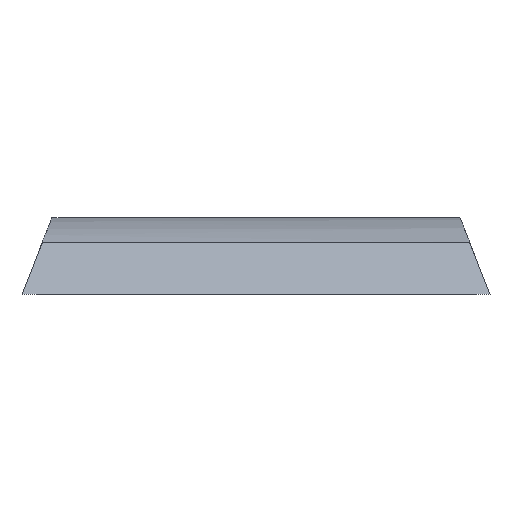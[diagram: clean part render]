
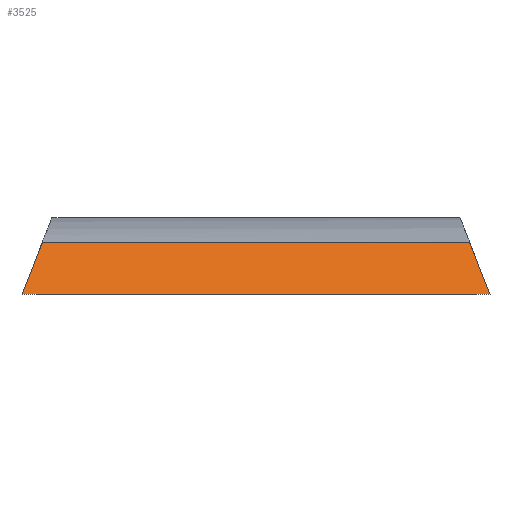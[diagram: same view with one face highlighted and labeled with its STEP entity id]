
A CAD part, front view. The second image highlights one B-rep face of the part: STEP entity #3525.
In plain terms, the highlighted planar face has unit normal (0, -0.931, 0.364).
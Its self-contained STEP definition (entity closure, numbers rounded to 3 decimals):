
#3112 = VERTEX_POINT('',#3113);
#3113 = CARTESIAN_POINT('',(-26.019,-9.3,
    0.001));
#3122 = PLANE('',#3123);
#3123 = AXIS2_PLACEMENT_3D('',#3124,#3125,#3126);
#3124 = CARTESIAN_POINT('',(0.,-9.3,0.));
#3125 = DIRECTION('',(-0.,-1.,-0.));
#3126 = DIRECTION('',(0.,0.,-1.));
#3175 = VERTEX_POINT('',#3176);
#3176 = CARTESIAN_POINT('',(26.019,-9.3,
    0.001));
#3202 = EDGE_CURVE('',#3175,#3112,#3203,.T.);
#3203 = SURFACE_CURVE('',#3204,(#3208,#3215),.PCURVE_S1.);
#3204 = LINE('',#3205,#3206);
#3205 = CARTESIAN_POINT('',(26.019,-9.3,
    0.001));
#3206 = VECTOR('',#3207,1.);
#3207 = DIRECTION('',(-1.,0.,0.));
#3208 = PCURVE('',#3122,#3209);
#3209 = DEFINITIONAL_REPRESENTATION('',(#3210),#3214);
#3210 = LINE('',#3211,#3212);
#3211 = CARTESIAN_POINT('',(-0.001,26.019));
#3212 = VECTOR('',#3213,1.);
#3213 = DIRECTION('',(0.,-1.));
#3214 = ( GEOMETRIC_REPRESENTATION_CONTEXT(2) 
PARAMETRIC_REPRESENTATION_CONTEXT() REPRESENTATION_CONTEXT('2D SPACE',''
  ) );
#3215 = PCURVE('',#3216,#3221);
#3216 = PLANE('',#3217);
#3217 = AXIS2_PLACEMENT_3D('',#3218,#3219,#3220);
#3218 = CARTESIAN_POINT('',(0.,-7.303,5.108));
#3219 = DIRECTION('',(0.,-0.931,0.364)
  );
#3220 = DIRECTION('',(0.,-0.364,-0.931));
#3221 = DEFINITIONAL_REPRESENTATION('',(#3222),#3226);
#3222 = LINE('',#3223,#3224);
#3223 = CARTESIAN_POINT('',(5.484,26.019));
#3224 = VECTOR('',#3225,1.);
#3225 = DIRECTION('',(0.,-1.));
#3226 = ( GEOMETRIC_REPRESENTATION_CONTEXT(2) 
PARAMETRIC_REPRESENTATION_CONTEXT() REPRESENTATION_CONTEXT('2D SPACE',''
  ) );
#3271 = PLANE('',#3272);
#3272 = AXIS2_PLACEMENT_3D('',#3273,#3274,#3275);
#3273 = CARTESIAN_POINT('',(-24.213,0.,
    4.62));
#3274 = DIRECTION('',(-0.931,0.,0.364)
  );
#3275 = DIRECTION('',(-0.364,0.,-0.931
    ));
#3514 = PLANE('',#3515);
#3515 = AXIS2_PLACEMENT_3D('',#3516,#3517,#3518);
#3516 = CARTESIAN_POINT('',(24.213,0.,4.62));
#3517 = DIRECTION('',(0.931,0.,0.364));
#3518 = DIRECTION('',(-0.364,0.,0.931));
#3525 = ADVANCED_FACE('',(#3526),#3216,.T.);
#3526 = FACE_BOUND('',#3527,.T.);
#3527 = EDGE_LOOP('',(#3528,#3601,#3622,#3623));
#3528 = ORIENTED_EDGE('',*,*,#3529,.F.);
#3529 = EDGE_CURVE('',#3530,#3532,#3534,.T.);
#3530 = VERTEX_POINT('',#3531);
#3531 = CARTESIAN_POINT('',(-23.742,-7.023,
    5.824));
#3532 = VERTEX_POINT('',#3533);
#3533 = CARTESIAN_POINT('',(23.742,-7.023,
    5.824));
#3534 = SURFACE_CURVE('',#3535,(#3550,#3568),.PCURVE_S1.);
#3535 = B_SPLINE_CURVE_WITH_KNOTS('',4,(#3536,#3537,#3538,#3539,#3540,
    #3541,#3542,#3543,#3544,#3545,#3546,#3547,#3548,#3549),
  .UNSPECIFIED.,.F.,.F.,(5,3,3,3,5),(0.,0.25,0.5,
    0.75,1.),.UNSPECIFIED.);
#3536 = CARTESIAN_POINT('',(-26.019,-7.023,
    5.824));
#3537 = CARTESIAN_POINT('',(-22.772,-7.023,
    5.824));
#3538 = CARTESIAN_POINT('',(-19.525,-7.023,
    5.824));
#3539 = CARTESIAN_POINT('',(-16.278,-7.023,
    5.824));
#3540 = CARTESIAN_POINT('',(-9.773,-7.023,5.824));
#3541 = CARTESIAN_POINT('',(-6.516,-7.023,5.824));
#3542 = CARTESIAN_POINT('',(-3.258,-7.023,5.824));
#3543 = CARTESIAN_POINT('',(3.258,-7.023,5.824));
#3544 = CARTESIAN_POINT('',(6.516,-7.023,5.824));
#3545 = CARTESIAN_POINT('',(9.773,-7.023,5.824));
#3546 = CARTESIAN_POINT('',(16.278,-7.023,
    5.824));
#3547 = CARTESIAN_POINT('',(19.525,-7.023,
    5.824));
#3548 = CARTESIAN_POINT('',(22.772,-7.023,
    5.824));
#3549 = CARTESIAN_POINT('',(26.019,-7.023,
    5.824));
#3550 = PCURVE('',#3216,#3551);
#3551 = DEFINITIONAL_REPRESENTATION('',(#3552),#3567);
#3552 = B_SPLINE_CURVE_WITH_KNOTS('',4,(#3553,#3554,#3555,#3556,#3557,
    #3558,#3559,#3560,#3561,#3562,#3563,#3564,#3565,#3566),
  .UNSPECIFIED.,.F.,.F.,(5,3,3,3,5),(0.,0.25,0.5,
    0.75,1.),.UNSPECIFIED.);
#3553 = CARTESIAN_POINT('',(-0.769,-26.019));
#3554 = CARTESIAN_POINT('',(-0.769,-22.772));
#3555 = CARTESIAN_POINT('',(-0.769,-19.525));
#3556 = CARTESIAN_POINT('',(-0.769,-16.278));
#3557 = CARTESIAN_POINT('',(-0.769,-9.773));
#3558 = CARTESIAN_POINT('',(-0.769,-6.516));
#3559 = CARTESIAN_POINT('',(-0.769,-3.258));
#3560 = CARTESIAN_POINT('',(-0.769,3.258));
#3561 = CARTESIAN_POINT('',(-0.769,6.516));
#3562 = CARTESIAN_POINT('',(-0.769,9.773));
#3563 = CARTESIAN_POINT('',(-0.769,16.278));
#3564 = CARTESIAN_POINT('',(-0.769,19.525));
#3565 = CARTESIAN_POINT('',(-0.769,22.772));
#3566 = CARTESIAN_POINT('',(-0.769,26.019));
#3567 = ( GEOMETRIC_REPRESENTATION_CONTEXT(2) 
PARAMETRIC_REPRESENTATION_CONTEXT() REPRESENTATION_CONTEXT('2D SPACE',''
  ) );
#3568 = PCURVE('',#3569,#3584);
#3569 = ( BOUNDED_SURFACE() B_SPLINE_SURFACE(2,1,(
    (#3570,#3571)
    ,(#3572,#3573)
    ,(#3574,#3575)
    ,(#3576,#3577)
    ,(#3578,#3579)
    ,(#3580,#3581)
    ,(#3582,#3583
)),.UNSPECIFIED.,.T.,.F.,.F.) B_SPLINE_SURFACE_WITH_KNOTS((1,2,2,2,2,1),
  (2,2),(-2.094,0.,2.094,4.189,6.283,
    8.378),(0.,52.545),.UNSPECIFIED.) 
GEOMETRIC_REPRESENTATION_ITEM() RATIONAL_B_SPLINE_SURFACE((
    (1.,1.)
    ,(0.5,0.5)
    ,(1.,1.)
    ,(0.5,0.5)
    ,(1.,1.)
    ,(0.5,0.5)
,(1.,1.))) REPRESENTATION_ITEM('') SURFACE() );
#3570 = CARTESIAN_POINT('',(-26.272,2.071,-7.727));
#3571 = CARTESIAN_POINT('',(26.272,2.071,-7.727));
#3572 = CARTESIAN_POINT('',(-26.272,26.162,-1.272));
#3573 = CARTESIAN_POINT('',(26.272,26.162,-1.272));
#3574 = CARTESIAN_POINT('',(-26.272,11.011,7.091));
#3575 = CARTESIAN_POINT('',(26.272,11.011,7.091));
#3576 = CARTESIAN_POINT('',(-26.272,-4.141,15.455));
#3577 = CARTESIAN_POINT('',(26.272,-4.141,15.455));
#3578 = CARTESIAN_POINT('',(-26.272,-13.081,0.636));
#3579 = CARTESIAN_POINT('',(26.272,-13.081,0.636));
#3580 = CARTESIAN_POINT('',(-26.272,-22.021,-14.183));
#3581 = CARTESIAN_POINT('',(26.272,-22.021,-14.183));
#3582 = CARTESIAN_POINT('',(-26.272,2.071,-7.727));
#3583 = CARTESIAN_POINT('',(26.272,2.071,-7.727));
#3584 = DEFINITIONAL_REPRESENTATION('',(#3585),#3600);
#3585 = B_SPLINE_CURVE_WITH_KNOTS('',4,(#3586,#3587,#3588,#3589,#3590,
    #3591,#3592,#3593,#3594,#3595,#3596,#3597,#3598,#3599),
  .UNSPECIFIED.,.F.,.F.,(5,3,3,3,5),(0.,0.25,0.5,
    0.75,1.),.UNSPECIFIED.);
#3586 = CARTESIAN_POINT('',(3.486,0.254));
#3587 = CARTESIAN_POINT('',(3.486,3.5));
#3588 = CARTESIAN_POINT('',(3.486,6.747));
#3589 = CARTESIAN_POINT('',(3.486,9.994));
#3590 = CARTESIAN_POINT('',(3.486,16.499));
#3591 = CARTESIAN_POINT('',(3.486,19.757));
#3592 = CARTESIAN_POINT('',(3.486,23.015));
#3593 = CARTESIAN_POINT('',(3.486,29.53));
#3594 = CARTESIAN_POINT('',(3.486,32.788));
#3595 = CARTESIAN_POINT('',(3.486,36.046));
#3596 = CARTESIAN_POINT('',(3.486,42.55));
#3597 = CARTESIAN_POINT('',(3.486,45.797));
#3598 = CARTESIAN_POINT('',(3.486,49.044));
#3599 = CARTESIAN_POINT('',(3.486,52.291));
#3600 = ( GEOMETRIC_REPRESENTATION_CONTEXT(2) 
PARAMETRIC_REPRESENTATION_CONTEXT() REPRESENTATION_CONTEXT('2D SPACE',''
  ) );
#3601 = ORIENTED_EDGE('',*,*,#3602,.T.);
#3602 = EDGE_CURVE('',#3530,#3112,#3603,.T.);
#3603 = SURFACE_CURVE('',#3604,(#3608,#3615),.PCURVE_S1.);
#3604 = LINE('',#3605,#3606);
#3605 = CARTESIAN_POINT('',(-21.719,-5.,11.));
#3606 = VECTOR('',#3607,1.);
#3607 = DIRECTION('',(-0.342,-0.342,-0.875));
#3608 = PCURVE('',#3216,#3609);
#3609 = DEFINITIONAL_REPRESENTATION('',(#3610),#3614);
#3610 = LINE('',#3611,#3612);
#3611 = CARTESIAN_POINT('',(-6.326,-21.719));
#3612 = VECTOR('',#3613,1.);
#3613 = DIRECTION('',(0.94,-0.342));
#3614 = ( GEOMETRIC_REPRESENTATION_CONTEXT(2) 
PARAMETRIC_REPRESENTATION_CONTEXT() REPRESENTATION_CONTEXT('2D SPACE',''
  ) );
#3615 = PCURVE('',#3271,#3616);
#3616 = DEFINITIONAL_REPRESENTATION('',(#3617),#3621);
#3617 = LINE('',#3618,#3619);
#3618 = CARTESIAN_POINT('',(-6.85,5.));
#3619 = VECTOR('',#3620,1.);
#3620 = DIRECTION('',(0.94,0.342));
#3621 = ( GEOMETRIC_REPRESENTATION_CONTEXT(2) 
PARAMETRIC_REPRESENTATION_CONTEXT() REPRESENTATION_CONTEXT('2D SPACE',''
  ) );
#3622 = ORIENTED_EDGE('',*,*,#3202,.F.);
#3623 = ORIENTED_EDGE('',*,*,#3624,.F.);
#3624 = EDGE_CURVE('',#3532,#3175,#3625,.T.);
#3625 = SURFACE_CURVE('',#3626,(#3630,#3637),.PCURVE_S1.);
#3626 = LINE('',#3627,#3628);
#3627 = CARTESIAN_POINT('',(21.719,-5.,11.));
#3628 = VECTOR('',#3629,1.);
#3629 = DIRECTION('',(0.342,-0.342,-0.875));
#3630 = PCURVE('',#3216,#3631);
#3631 = DEFINITIONAL_REPRESENTATION('',(#3632),#3636);
#3632 = LINE('',#3633,#3634);
#3633 = CARTESIAN_POINT('',(-6.326,21.719));
#3634 = VECTOR('',#3635,1.);
#3635 = DIRECTION('',(0.94,0.342));
#3636 = ( GEOMETRIC_REPRESENTATION_CONTEXT(2) 
PARAMETRIC_REPRESENTATION_CONTEXT() REPRESENTATION_CONTEXT('2D SPACE',''
  ) );
#3637 = PCURVE('',#3514,#3638);
#3638 = DEFINITIONAL_REPRESENTATION('',(#3639),#3643);
#3639 = LINE('',#3640,#3641);
#3640 = CARTESIAN_POINT('',(6.85,5.));
#3641 = VECTOR('',#3642,1.);
#3642 = DIRECTION('',(-0.94,0.342));
#3643 = ( GEOMETRIC_REPRESENTATION_CONTEXT(2) 
PARAMETRIC_REPRESENTATION_CONTEXT() REPRESENTATION_CONTEXT('2D SPACE',''
  ) );
